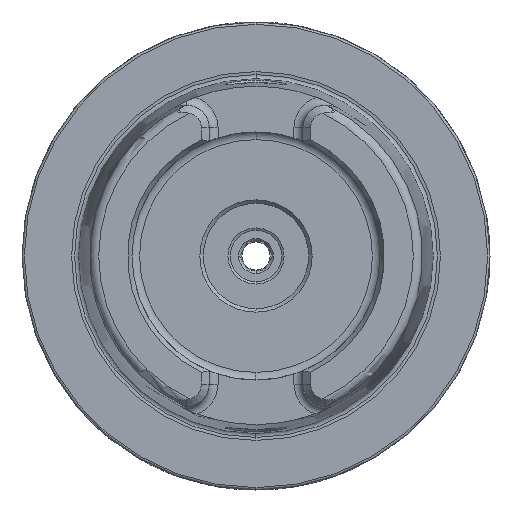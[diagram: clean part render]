
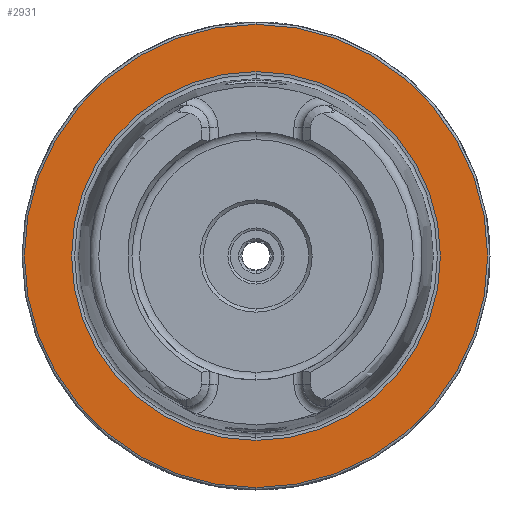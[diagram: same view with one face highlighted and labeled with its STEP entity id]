
A CAD part, left-side view. The second image highlights one B-rep face of the part: STEP entity #2931.
In plain terms, the highlighted planar face has unit normal (-1, 0, 0).
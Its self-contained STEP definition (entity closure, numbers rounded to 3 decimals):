
#300 = AXIS2_PLACEMENT_3D ( 'NONE', #3582, #3570, #3556 ) ;
#461 = AXIS2_PLACEMENT_3D ( 'NONE', #4969, #4967, #4955 ) ;
#470 = ORIENTED_EDGE ( 'NONE', *, *, #10776, .T. ) ;
#535 = CIRCLE ( 'NONE', #461, 39.405 ) ;
#758 = DIRECTION ( 'NONE',  ( 0., 0., 1. ) ) ;
#766 = DIRECTION ( 'NONE',  ( -1., 0., 0. ) ) ;
#769 = CARTESIAN_POINT ( 'NONE',  ( 0., 0., 0. ) ) ;
#796 = VERTEX_POINT ( 'NONE', #7607 ) ;
#824 = ORIENTED_EDGE ( 'NONE', *, *, #5405, .T. ) ;
#900 = CARTESIAN_POINT ( 'NONE',  ( 0., 0., 49.5 ) ) ;
#1522 = CIRCLE ( 'NONE', #8774, 39.405 ) ;
#1713 = EDGE_LOOP ( 'NONE', ( #7911, #6649 ) ) ;
#1737 = EDGE_LOOP ( 'NONE', ( #470, #824 ) ) ;
#2479 = CIRCLE ( 'NONE', #9395, 49.5 ) ;
#2931 = ADVANCED_FACE ( 'NONE', ( #9486, #9373 ), #5879, .F. ) ;
#3556 = DIRECTION ( 'NONE',  ( 0., 0., 1. ) ) ;
#3570 = DIRECTION ( 'NONE',  ( -1., 0., 0. ) ) ;
#3582 = CARTESIAN_POINT ( 'NONE',  ( 0., 0., 0. ) ) ;
#3808 = DIRECTION ( 'NONE',  ( 0., 0., 1. ) ) ;
#3828 = DIRECTION ( 'NONE',  ( -1., 0., 0. ) ) ;
#3840 = CARTESIAN_POINT ( 'NONE',  ( 0., 0., 0. ) ) ;
#4621 = CARTESIAN_POINT ( 'NONE',  ( 0., 0., -39.405 ) ) ;
#4735 = AXIS2_PLACEMENT_3D ( 'NONE', #5900, #5926, #5825 ) ;
#4955 = DIRECTION ( 'NONE',  ( 0., 0., 1. ) ) ;
#4967 = DIRECTION ( 'NONE',  ( -1., 0., 0. ) ) ;
#4969 = CARTESIAN_POINT ( 'NONE',  ( 0., 0., 0. ) ) ;
#5405 = EDGE_CURVE ( 'NONE', #8871, #5746, #2479, .T. ) ;
#5746 = VERTEX_POINT ( 'NONE', #900 ) ;
#5760 = EDGE_CURVE ( 'NONE', #796, #6219, #1522, .T. ) ;
#5825 = DIRECTION ( 'NONE',  ( 0., 0., -1. ) ) ;
#5879 = PLANE ( 'NONE',  #4735 ) ;
#5900 = CARTESIAN_POINT ( 'NONE',  ( 0., 49.5, 0. ) ) ;
#5926 = DIRECTION ( 'NONE',  ( 1., 0., 0. ) ) ;
#6219 = VERTEX_POINT ( 'NONE', #4621 ) ;
#6649 = ORIENTED_EDGE ( 'NONE', *, *, #10448, .F. ) ;
#7607 = CARTESIAN_POINT ( 'NONE',  ( 0., 0., 39.405 ) ) ;
#7911 = ORIENTED_EDGE ( 'NONE', *, *, #5760, .F. ) ;
#8203 = CIRCLE ( 'NONE', #300, 49.5 ) ;
#8774 = AXIS2_PLACEMENT_3D ( 'NONE', #769, #766, #758 ) ;
#8871 = VERTEX_POINT ( 'NONE', #10674 ) ;
#9373 = FACE_OUTER_BOUND ( 'NONE', #1737, .T. ) ;
#9395 = AXIS2_PLACEMENT_3D ( 'NONE', #3840, #3828, #3808 ) ;
#9486 = FACE_BOUND ( 'NONE', #1713, .T. ) ;
#10448 = EDGE_CURVE ( 'NONE', #6219, #796, #535, .T. ) ;
#10674 = CARTESIAN_POINT ( 'NONE',  ( 0., 0., -49.5 ) ) ;
#10776 = EDGE_CURVE ( 'NONE', #5746, #8871, #8203, .T. ) ;
